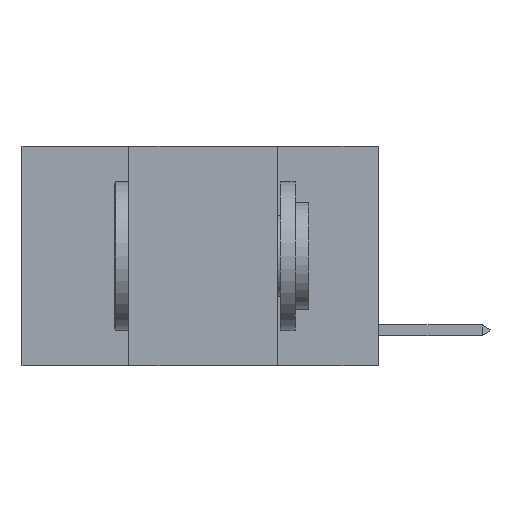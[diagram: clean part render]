
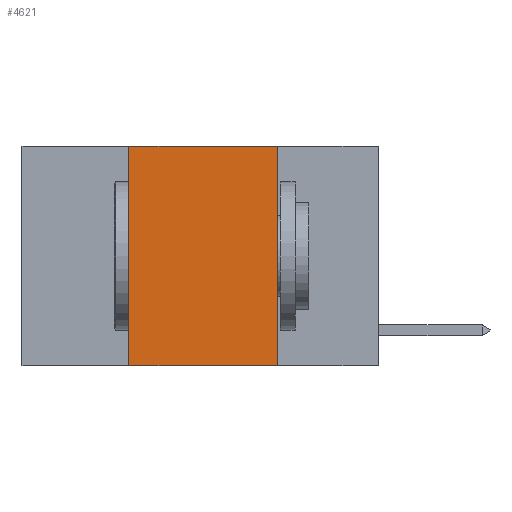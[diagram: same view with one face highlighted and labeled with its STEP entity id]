
A CAD part, left-side view. The second image highlights one B-rep face of the part: STEP entity #4621.
In plain terms, the highlighted planar face has unit normal (-1, 0, 0).
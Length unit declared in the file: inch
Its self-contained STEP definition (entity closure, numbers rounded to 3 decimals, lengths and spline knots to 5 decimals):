
#167 = PLANE ( 'NONE',  #4493 ) ;
#1267 = EDGE_CURVE ( 'NONE', #14303, #2806, #9261, .T. ) ;
#1277 = VERTEX_POINT ( 'NONE', #10345 ) ;
#2806 = VERTEX_POINT ( 'NONE', #2848 ) ;
#2848 = CARTESIAN_POINT ( 'NONE',  ( 0., 0.17, 0. ) ) ;
#3506 = CARTESIAN_POINT ( 'NONE',  ( 0., 0.42, -0.37 ) ) ;
#3954 = CARTESIAN_POINT ( 'NONE',  ( 0., 0.42, 0. ) ) ;
#4493 = AXIS2_PLACEMENT_3D ( 'NONE', #6962, #11109, #9568 ) ;
#4621 = ADVANCED_FACE ( 'NONE', ( #17247 ), #167, .F. ) ;
#5977 = VECTOR ( 'NONE', #15075, 39.37008 ) ;
#6278 = LINE ( 'NONE', #15411, #8877 ) ;
#6879 = ORIENTED_EDGE ( 'NONE', *, *, #17214, .T. ) ;
#6962 = CARTESIAN_POINT ( 'NONE',  ( 0., 0.6, 0. ) ) ;
#7315 = ORIENTED_EDGE ( 'NONE', *, *, #1267, .F. ) ;
#8072 = EDGE_CURVE ( 'NONE', #8436, #14303, #9488, .T. ) ;
#8436 = VERTEX_POINT ( 'NONE', #3506 ) ;
#8877 = VECTOR ( 'NONE', #15247, 39.37008 ) ;
#9081 = CARTESIAN_POINT ( 'NONE',  ( 0., 0.6, 0. ) ) ;
#9261 = LINE ( 'NONE', #9081, #13964 ) ;
#9488 = LINE ( 'NONE', #17335, #12271 ) ;
#9568 = DIRECTION ( 'NONE',  ( 0., 0., -1. ) ) ;
#10345 = CARTESIAN_POINT ( 'NONE',  ( 0., 0.17, -0.37 ) ) ;
#11109 = DIRECTION ( 'NONE',  ( 1., 0., 0. ) ) ;
#12271 = VECTOR ( 'NONE', #14747, 39.37008 ) ;
#12350 = ORIENTED_EDGE ( 'NONE', *, *, #8072, .F. ) ;
#12980 = DIRECTION ( 'NONE',  ( 0., -1., 0. ) ) ;
#13289 = LINE ( 'NONE', #15244, #5977 ) ;
#13872 = EDGE_CURVE ( 'NONE', #2806, #1277, #6278, .T. ) ;
#13964 = VECTOR ( 'NONE', #12980, 39.37008 ) ;
#14303 = VERTEX_POINT ( 'NONE', #3954 ) ;
#14424 = EDGE_LOOP ( 'NONE', ( #16515, #7315, #12350, #6879 ) ) ;
#14747 = DIRECTION ( 'NONE',  ( 0., 0., 1. ) ) ;
#15075 = DIRECTION ( 'NONE',  ( 0., -1., 0. ) ) ;
#15244 = CARTESIAN_POINT ( 'NONE',  ( 0., 0.6, -0.37 ) ) ;
#15247 = DIRECTION ( 'NONE',  ( 0., 0., -1. ) ) ;
#15411 = CARTESIAN_POINT ( 'NONE',  ( 0., 0.17, 0. ) ) ;
#16515 = ORIENTED_EDGE ( 'NONE', *, *, #13872, .F. ) ;
#17214 = EDGE_CURVE ( 'NONE', #8436, #1277, #13289, .T. ) ;
#17247 = FACE_OUTER_BOUND ( 'NONE', #14424, .T. ) ;
#17335 = CARTESIAN_POINT ( 'NONE',  ( 0., 0.42, 0. ) ) ;
